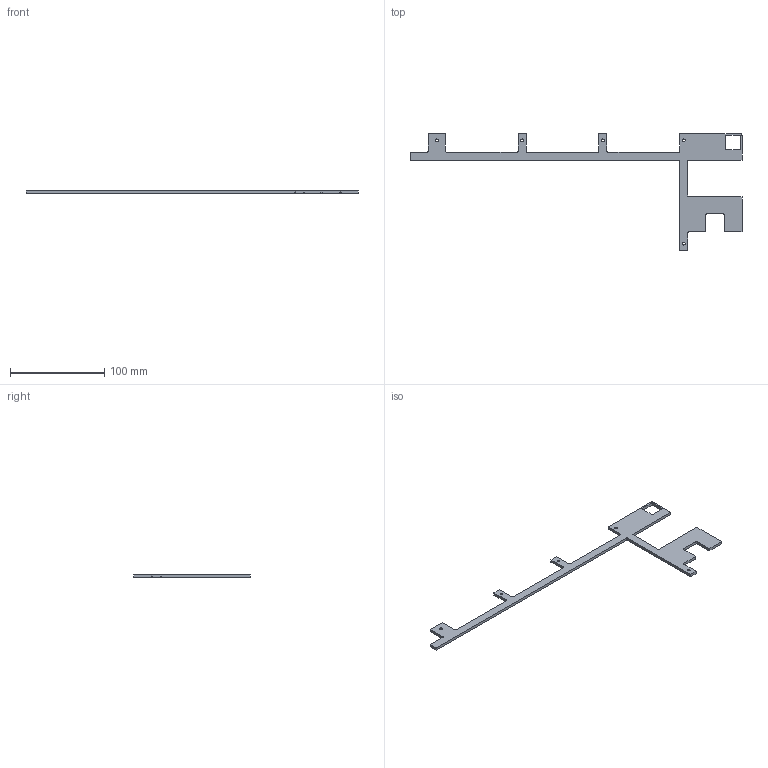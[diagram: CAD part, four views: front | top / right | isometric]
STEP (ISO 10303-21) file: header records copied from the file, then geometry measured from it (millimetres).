
FILE_DESCRIPTION(('FreeCAD Model'),'2;1');
FILE_NAME('Open CASCADE Shape Model','2021-05-14T12:12:34',('Author'),( ''),'Open CASCADE STEP processor 7.3','FreeCAD','Unknown');
FILE_SCHEMA(('AUTOMOTIVE_DESIGN { 1 0 10303 214 1 1 1 1 }'));
Length unit declared in the file: millimetre
Products named in the file (1): Fillet022
Bounding box: 351.5 x 123.5 x 3 mm (x, y, z)
Volume: 21727.2 mm3; surface area: 18450.3 mm2
Topology: 1 solids, 1 shells, 57 faces, 165 edges, 110 vertices
Faces by surface type: plane 36, cylinder 21
Full cylindrical faces by diameter (mm): 3 x5
Entity records: 1927 total; most frequent: CARTESIAN_POINT 333, ORIENTED_EDGE 330, DIRECTION 323, EDGE_CURVE 165, LINE 123, VECTOR 123, VERTEX_POINT 110, AXIS2_PLACEMENT_3D 100
